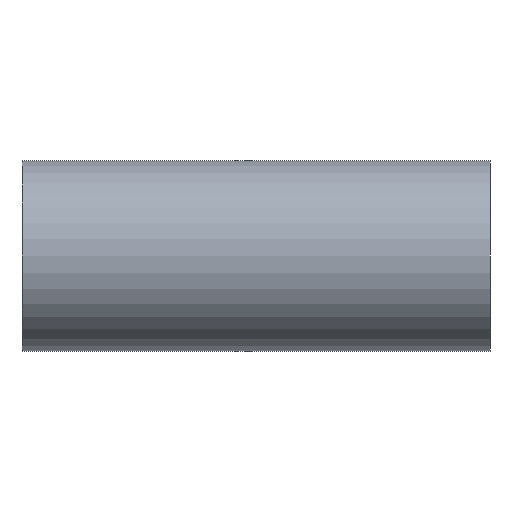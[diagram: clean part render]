
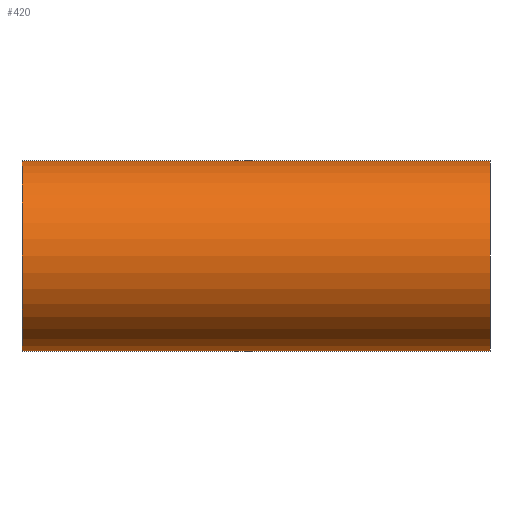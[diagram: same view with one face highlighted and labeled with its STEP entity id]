
A CAD part, left-side view. The second image highlights one B-rep face of the part: STEP entity #420.
In plain terms, the highlighted cylindrical face has radius 51 mm (diameter 102 mm), a partial arc.
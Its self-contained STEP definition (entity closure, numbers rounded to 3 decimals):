
#14 = CARTESIAN_POINT ( 'NONE',  ( 0., 0., 51. ) ) ;
#19 = AXIS2_PLACEMENT_3D ( 'NONE', #200, #184, #69 ) ;
#23 = CARTESIAN_POINT ( 'NONE',  ( 0., -199.876, 51. ) ) ;
#25 = ORIENTED_EDGE ( 'NONE', *, *, #252, .F. ) ;
#29 = CARTESIAN_POINT ( 'NONE',  ( 0., 0., 0. ) ) ;
#33 = CARTESIAN_POINT ( 'NONE',  ( 0., 50.124, 51. ) ) ;
#38 = CARTESIAN_POINT ( 'NONE',  ( 0., 0., -51. ) ) ;
#65 = CARTESIAN_POINT ( 'NONE',  ( 0., 50.124, -51. ) ) ;
#69 = DIRECTION ( 'NONE',  ( 0., 0., 1. ) ) ;
#102 = CARTESIAN_POINT ( 'NONE',  ( 0., -199.876, 0. ) ) ;
#122 = EDGE_CURVE ( 'NONE', #396, #395, #437, .T. ) ;
#133 = CIRCLE ( 'NONE', #474, 51. ) ;
#154 = DIRECTION ( 'NONE',  ( 0., 1., 0. ) ) ;
#155 = VECTOR ( 'NONE', #204, 1000. ) ;
#184 = DIRECTION ( 'NONE',  ( 0., 1., 0. ) ) ;
#200 = CARTESIAN_POINT ( 'NONE',  ( 0., 50.124, 0. ) ) ;
#204 = DIRECTION ( 'NONE',  ( 0., 1., 0. ) ) ;
#231 = ORIENTED_EDGE ( 'NONE', *, *, #288, .F. ) ;
#248 = EDGE_LOOP ( 'NONE', ( #25, #457, #347, #231 ) ) ;
#252 = EDGE_CURVE ( 'NONE', #258, #387, #443, .T. ) ;
#258 = VERTEX_POINT ( 'NONE', #380 ) ;
#272 = DIRECTION ( 'NONE',  ( 0., 1., 0. ) ) ;
#288 = EDGE_CURVE ( 'NONE', #387, #395, #336, .T. ) ;
#304 = DIRECTION ( 'NONE',  ( 0., 0., 1. ) ) ;
#329 = VECTOR ( 'NONE', #272, 1000. ) ;
#336 = CIRCLE ( 'NONE', #19, 51. ) ;
#347 = ORIENTED_EDGE ( 'NONE', *, *, #122, .T. ) ;
#374 = CYLINDRICAL_SURFACE ( 'NONE', #434, 51. ) ;
#380 = CARTESIAN_POINT ( 'NONE',  ( 0., -199.876, -51. ) ) ;
#384 = DIRECTION ( 'NONE',  ( 0., 1., 0. ) ) ;
#387 = VERTEX_POINT ( 'NONE', #65 ) ;
#395 = VERTEX_POINT ( 'NONE', #33 ) ;
#396 = VERTEX_POINT ( 'NONE', #23 ) ;
#420 = ADVANCED_FACE ( 'NONE', ( #473 ), #374, .T. ) ;
#434 = AXIS2_PLACEMENT_3D ( 'NONE', #29, #154, #456 ) ;
#437 = LINE ( 'NONE', #14, #155 ) ;
#440 = EDGE_CURVE ( 'NONE', #258, #396, #133, .T. ) ;
#443 = LINE ( 'NONE', #38, #329 ) ;
#456 = DIRECTION ( 'NONE',  ( 0., 0., 1. ) ) ;
#457 = ORIENTED_EDGE ( 'NONE', *, *, #440, .T. ) ;
#473 = FACE_OUTER_BOUND ( 'NONE', #248, .T. ) ;
#474 = AXIS2_PLACEMENT_3D ( 'NONE', #102, #384, #304 ) ;
